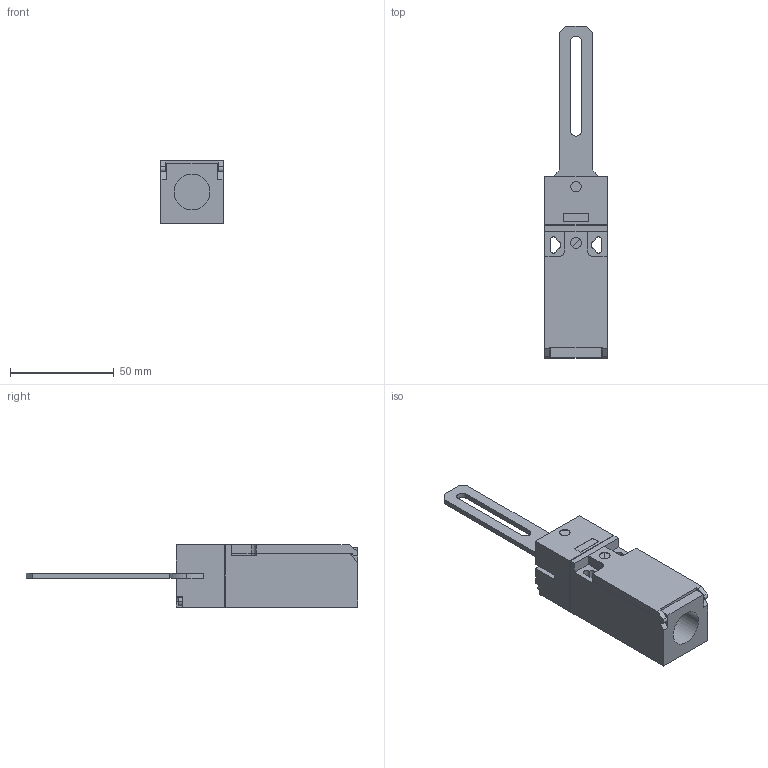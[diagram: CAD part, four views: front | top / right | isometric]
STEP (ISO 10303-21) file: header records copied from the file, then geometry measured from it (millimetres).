
FILE_DESCRIPTION(('STEP AP242'),'1');
FILE_NAME('switch_xcspl551_0.stp','2020-07-23T10:53:59',('TraceParts'),('TraceParts S.A.'),'Spatial InterOp 3D',' ',' ');
FILE_SCHEMA(('AP242_MANAGED_MODEL_BASED_3D_ENGINEERING_MIM_LF {1 0 10303 442 1 1 4}'));
Length unit declared in the file: millimetre
Products named in the file (1): switch_xcspl551_0_1
Bounding box: 30 x 160 x 30 mm (x, y, z)
Volume: 69823.4 mm3; surface area: 19955.2 mm2
Topology: 2 solids, 2 shells, 129 faces, 349 edges, 230 vertices
Faces by surface type: plane 79, cylinder 50
Entity records: 4232 total; most frequent: CARTESIAN_POINT 876, ORIENTED_EDGE 698, DIRECTION 689, EDGE_CURVE 349, LINE 251, VECTOR 251, VERTEX_POINT 230, AXIS2_PLACEMENT_3D 219
